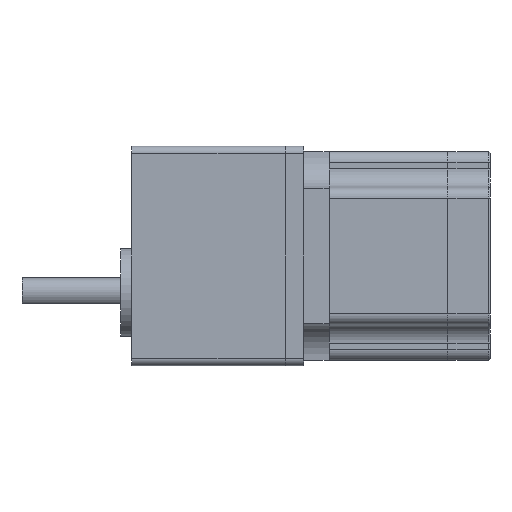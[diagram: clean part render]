
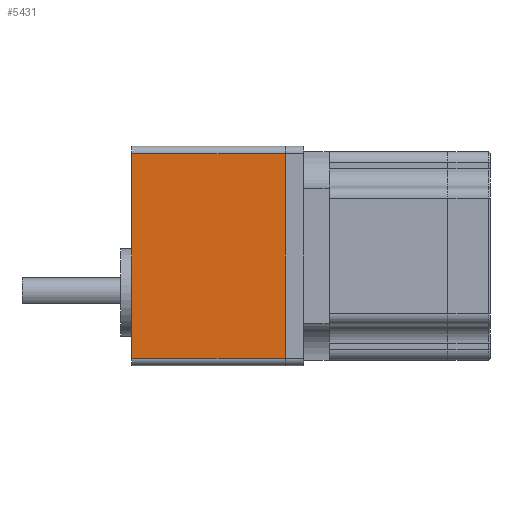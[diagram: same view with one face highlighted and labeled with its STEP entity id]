
A CAD part, left-side view. The second image highlights one B-rep face of the part: STEP entity #5431.
In plain terms, the highlighted planar face has unit normal (-1, 0, 0).
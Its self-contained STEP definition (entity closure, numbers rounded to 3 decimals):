
#7 = AXIS2_PLACEMENT_3D ( 'NONE', #2021, #6620, #3532 ) ;
#172 = ORIENTED_EDGE ( 'NONE', *, *, #2110, .T. ) ;
#229 = DIRECTION ( 'NONE',  ( 0., 0., 1. ) ) ;
#724 = CARTESIAN_POINT ( 'NONE',  ( -30., 0., -28. ) ) ;
#936 = ORIENTED_EDGE ( 'NONE', *, *, #1232, .T. ) ;
#945 = CARTESIAN_POINT ( 'NONE',  ( -30., 42., 28. ) ) ;
#1170 = DIRECTION ( 'NONE',  ( 0., 0., 1. ) ) ;
#1232 = EDGE_CURVE ( 'NONE', #3798, #1781, #3106, .T. ) ;
#1569 = DIRECTION ( 'NONE',  ( 0., -1., 0. ) ) ;
#1674 = CARTESIAN_POINT ( 'NONE',  ( -30., 42., 28. ) ) ;
#1781 = VERTEX_POINT ( 'NONE', #945 ) ;
#1928 = EDGE_CURVE ( 'NONE', #4750, #4175, #3892, .T. ) ;
#1999 = EDGE_CURVE ( 'NONE', #4750, #1781, #4700, .T. ) ;
#2021 = CARTESIAN_POINT ( 'NONE',  ( -30., 42., 30. ) ) ;
#2110 = EDGE_CURVE ( 'NONE', #4175, #3798, #5105, .T. ) ;
#2286 = VECTOR ( 'NONE', #229, 1000. ) ;
#2288 = CARTESIAN_POINT ( 'NONE',  ( -30., 0., 30. ) ) ;
#2621 = FACE_OUTER_BOUND ( 'NONE', #3763, .T. ) ;
#3106 = LINE ( 'NONE', #1674, #6008 ) ;
#3532 = DIRECTION ( 'NONE',  ( 0., 0., -1. ) ) ;
#3655 = VECTOR ( 'NONE', #1170, 1000. ) ;
#3720 = DIRECTION ( 'NONE',  ( 0., 1., 0. ) ) ;
#3751 = ORIENTED_EDGE ( 'NONE', *, *, #1928, .T. ) ;
#3763 = EDGE_LOOP ( 'NONE', ( #6242, #3751, #172, #936 ) ) ;
#3798 = VERTEX_POINT ( 'NONE', #4484 ) ;
#3892 = LINE ( 'NONE', #4196, #5109 ) ;
#4058 = PLANE ( 'NONE',  #7 ) ;
#4175 = VERTEX_POINT ( 'NONE', #724 ) ;
#4196 = CARTESIAN_POINT ( 'NONE',  ( -30., 42., -28. ) ) ;
#4484 = CARTESIAN_POINT ( 'NONE',  ( -30., 0., 28. ) ) ;
#4700 = LINE ( 'NONE', #4827, #3655 ) ;
#4750 = VERTEX_POINT ( 'NONE', #5944 ) ;
#4827 = CARTESIAN_POINT ( 'NONE',  ( -30., 42., 30. ) ) ;
#5105 = LINE ( 'NONE', #2288, #2286 ) ;
#5109 = VECTOR ( 'NONE', #1569, 1000. ) ;
#5431 = ADVANCED_FACE ( 'NONE', ( #2621 ), #4058, .F. ) ;
#5944 = CARTESIAN_POINT ( 'NONE',  ( -30., 42., -28. ) ) ;
#6008 = VECTOR ( 'NONE', #3720, 1000. ) ;
#6242 = ORIENTED_EDGE ( 'NONE', *, *, #1999, .F. ) ;
#6620 = DIRECTION ( 'NONE',  ( 1., 0., 0. ) ) ;
